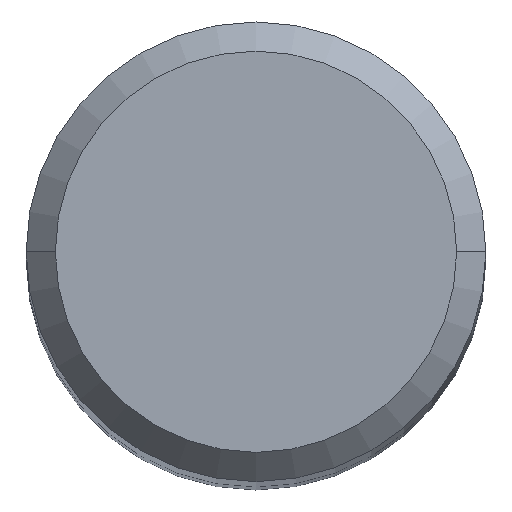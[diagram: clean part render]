
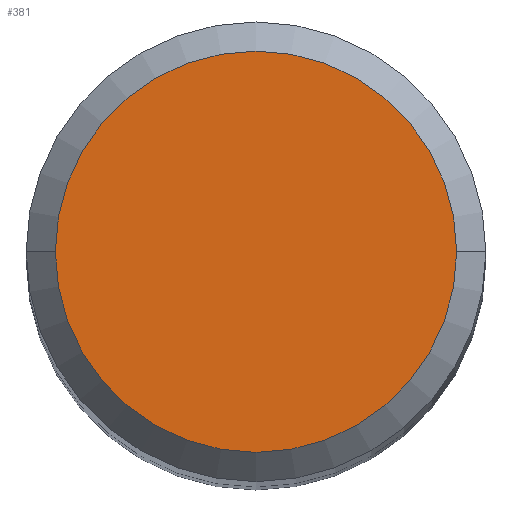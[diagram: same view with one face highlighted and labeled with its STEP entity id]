
A CAD part, top view. The second image highlights one B-rep face of the part: STEP entity #381.
In plain terms, the highlighted planar face has unit normal (0, 0, 1).
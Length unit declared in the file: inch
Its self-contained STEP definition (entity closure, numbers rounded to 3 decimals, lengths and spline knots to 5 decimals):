
#10 = CARTESIAN_POINT ( 'NONE',  ( 0., 0.1375, 0. ) ) ;
#21 = CARTESIAN_POINT ( 'NONE',  ( 0., 0., 0. ) ) ;
#27 = VERTEX_POINT ( 'NONE', #64 ) ;
#64 = CARTESIAN_POINT ( 'NONE',  ( -0.1375, 0., 0. ) ) ;
#81 = AXIS2_PLACEMENT_3D ( 'NONE', #323, #395, #107 ) ;
#104 = FACE_OUTER_BOUND ( 'NONE', #275, .T. ) ;
#107 = DIRECTION ( 'NONE',  ( 1., 0., 0. ) ) ;
#108 = CARTESIAN_POINT ( 'NONE',  ( 0.1375, 0., 0. ) ) ;
#112 = AXIS2_PLACEMENT_3D ( 'NONE', #10, #260, #265 ) ;
#138 = PLANE ( 'NONE',  #112 ) ;
#165 = AXIS2_PLACEMENT_3D ( 'NONE', #21, #274, #410 ) ;
#189 = ORIENTED_EDGE ( 'NONE', *, *, #357, .T. ) ;
#260 = DIRECTION ( 'NONE',  ( 0., 0., -1. ) ) ;
#265 = DIRECTION ( 'NONE',  ( -1., 0., 0. ) ) ;
#274 = DIRECTION ( 'NONE',  ( 0., 0., 1. ) ) ;
#275 = EDGE_LOOP ( 'NONE', ( #189, #339 ) ) ;
#277 = VERTEX_POINT ( 'NONE', #108 ) ;
#323 = CARTESIAN_POINT ( 'NONE',  ( 0., 0., 0. ) ) ;
#339 = ORIENTED_EDGE ( 'NONE', *, *, #375, .T. ) ;
#344 = CIRCLE ( 'NONE', #165, 0.1375 ) ;
#357 = EDGE_CURVE ( 'NONE', #27, #277, #344, .T. ) ;
#375 = EDGE_CURVE ( 'NONE', #277, #27, #409, .T. ) ;
#381 = ADVANCED_FACE ( 'NONE', ( #104 ), #138, .F. ) ;
#395 = DIRECTION ( 'NONE',  ( 0., 0., 1. ) ) ;
#409 = CIRCLE ( 'NONE', #81, 0.1375 ) ;
#410 = DIRECTION ( 'NONE',  ( 1., 0., 0. ) ) ;
